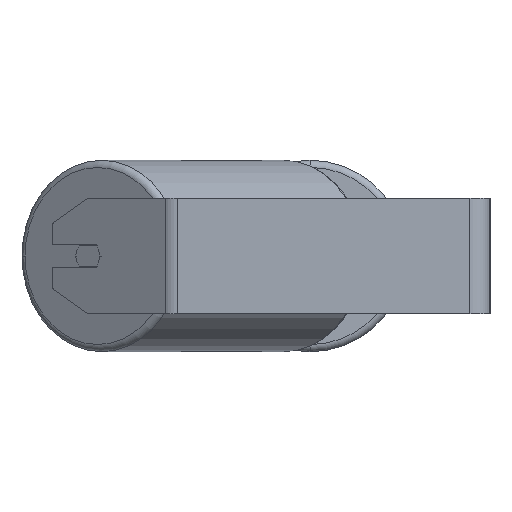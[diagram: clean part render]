
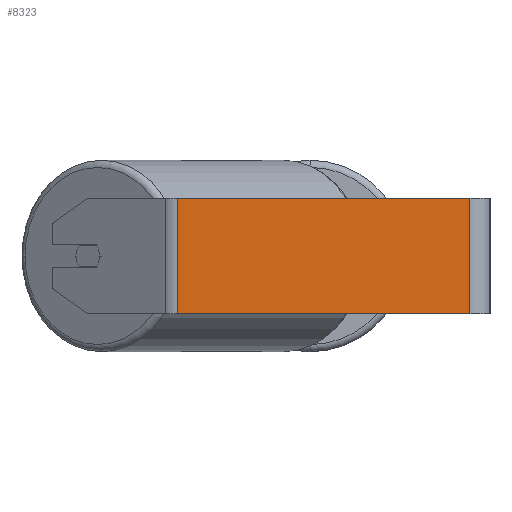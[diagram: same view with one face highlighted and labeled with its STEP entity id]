
A CAD part, left-side view. The second image highlights one B-rep face of the part: STEP entity #8323.
In plain terms, the highlighted planar face has unit normal (-1, 0, 0).
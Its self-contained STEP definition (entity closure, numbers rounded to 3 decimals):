
#2 = CARTESIAN_POINT ( 'NONE',  ( -400., 14., 40. ) ) ;
#118 = EDGE_CURVE ( 'NONE', #2836, #4220, #2724, .T. ) ;
#721 = ORIENTED_EDGE ( 'NONE', *, *, #7176, .F. ) ;
#920 = PLANE ( 'NONE',  #2235 ) ;
#1209 = CARTESIAN_POINT ( 'NONE',  ( -400., 14., 40. ) ) ;
#1683 = VERTEX_POINT ( 'NONE', #4712 ) ;
#1831 = DIRECTION ( 'NONE',  ( 0., 0., -1. ) ) ;
#1919 = CARTESIAN_POINT ( 'NONE',  ( -400., 217.223, 40. ) ) ;
#2235 = AXIS2_PLACEMENT_3D ( 'NONE', #8444, #7132, #3734 ) ;
#2698 = EDGE_CURVE ( 'NONE', #2836, #1683, #6534, .T. ) ;
#2724 = LINE ( 'NONE', #5440, #5986 ) ;
#2836 = VERTEX_POINT ( 'NONE', #6176 ) ;
#2840 = CARTESIAN_POINT ( 'NONE',  ( -400., 14., -40. ) ) ;
#2852 = ORIENTED_EDGE ( 'NONE', *, *, #2698, .T. ) ;
#2921 = FACE_OUTER_BOUND ( 'NONE', #5574, .T. ) ;
#3734 = DIRECTION ( 'NONE',  ( 0., 0., -1. ) ) ;
#3847 = LINE ( 'NONE', #7409, #6905 ) ;
#3986 = LINE ( 'NONE', #1209, #7759 ) ;
#4002 = ORIENTED_EDGE ( 'NONE', *, *, #118, .F. ) ;
#4220 = VERTEX_POINT ( 'NONE', #2 ) ;
#4712 = CARTESIAN_POINT ( 'NONE',  ( -400., 217.223, -40. ) ) ;
#5294 = VECTOR ( 'NONE', #1831, 1000. ) ;
#5440 = CARTESIAN_POINT ( 'NONE',  ( -400., 221.637, 40. ) ) ;
#5574 = EDGE_LOOP ( 'NONE', ( #6966, #721, #4002, #2852 ) ) ;
#5745 = DIRECTION ( 'NONE',  ( 0., -1., 0. ) ) ;
#5956 = DIRECTION ( 'NONE',  ( 0., 0., -1. ) ) ;
#5986 = VECTOR ( 'NONE', #5745, 1000. ) ;
#6176 = CARTESIAN_POINT ( 'NONE',  ( -400., 217.223, 40. ) ) ;
#6534 = LINE ( 'NONE', #1919, #5294 ) ;
#6664 = DIRECTION ( 'NONE',  ( 0., -1., 0. ) ) ;
#6905 = VECTOR ( 'NONE', #6664, 1000. ) ;
#6966 = ORIENTED_EDGE ( 'NONE', *, *, #7555, .T. ) ;
#7132 = DIRECTION ( 'NONE',  ( 1., 0., 0. ) ) ;
#7176 = EDGE_CURVE ( 'NONE', #4220, #7764, #3986, .T. ) ;
#7409 = CARTESIAN_POINT ( 'NONE',  ( -400., 221.637, -40. ) ) ;
#7555 = EDGE_CURVE ( 'NONE', #1683, #7764, #3847, .T. ) ;
#7759 = VECTOR ( 'NONE', #5956, 1000. ) ;
#7764 = VERTEX_POINT ( 'NONE', #2840 ) ;
#8323 = ADVANCED_FACE ( 'NONE', ( #2921 ), #920, .F. ) ;
#8444 = CARTESIAN_POINT ( 'NONE',  ( -400., 221.637, 40. ) ) ;
